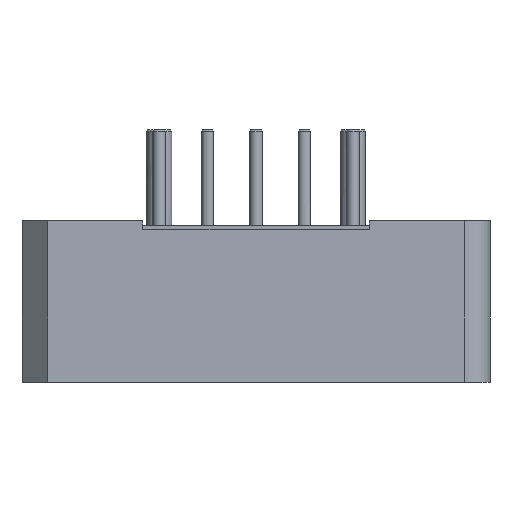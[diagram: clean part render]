
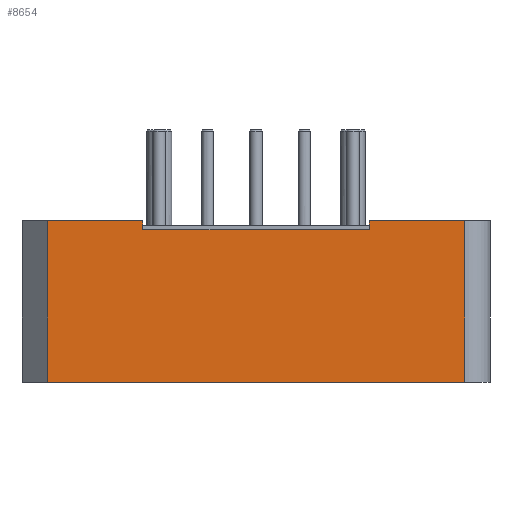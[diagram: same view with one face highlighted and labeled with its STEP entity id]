
A CAD part, left-side view. The second image highlights one B-rep face of the part: STEP entity #8654.
In plain terms, the highlighted planar face has unit normal (-1, 0, 0).
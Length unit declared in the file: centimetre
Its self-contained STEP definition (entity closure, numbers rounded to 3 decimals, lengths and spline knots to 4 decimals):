
#418=PLANE('',#9332);
#1466=VERTEX_POINT('',#14383);
#1467=VERTEX_POINT('',#14385);
#1468=VERTEX_POINT('',#14389);
#1469=VERTEX_POINT('',#14391);
#1470=VERTEX_POINT('',#14393);
#1471=VERTEX_POINT('',#14395);
#1472=VERTEX_POINT('',#14397);
#1473=VERTEX_POINT('',#14399);
#2350=VECTOR('',#11155,1.);
#2351=VECTOR('',#11157,1.);
#2352=VECTOR('',#11158,1.);
#2353=VECTOR('',#11159,1.);
#2354=VECTOR('',#11160,1.);
#2355=VECTOR('',#11161,1.);
#2356=VECTOR('',#11162,1.);
#3243=LINE('',#14386,#2350);
#3244=LINE('',#14388,#2351);
#3245=LINE('',#14390,#2352);
#3246=LINE('',#14392,#2353);
#3247=LINE('',#14394,#2354);
#3248=LINE('',#14396,#2355);
#3249=LINE('',#14398,#2356);
#4408=EDGE_CURVE('',#1467,#1466,#3243,.T.);
#4409=EDGE_CURVE('',#1467,#1468,#3244,.T.);
#4410=EDGE_CURVE('',#1469,#1468,#3245,.T.);
#4411=EDGE_CURVE('',#1469,#1470,#3246,.T.);
#4412=EDGE_CURVE('',#1470,#1471,#3247,.T.);
#4413=EDGE_CURVE('',#1471,#1472,#3248,.T.);
#4414=EDGE_CURVE('',#1472,#1473,#3249,.T.);
#4415=EDGE_CURVE('',#1473,#1466,#3246,.T.);
#6644=ORIENTED_EDGE('',*,*,#4408,.F.);
#6645=ORIENTED_EDGE('',*,*,#4409,.T.);
#6646=ORIENTED_EDGE('',*,*,#4410,.F.);
#6647=ORIENTED_EDGE('',*,*,#4411,.T.);
#6648=ORIENTED_EDGE('',*,*,#4412,.T.);
#6649=ORIENTED_EDGE('',*,*,#4413,.T.);
#6650=ORIENTED_EDGE('',*,*,#4414,.T.);
#6651=ORIENTED_EDGE('',*,*,#4415,.T.);
#7508=EDGE_LOOP('',(#6644,#6645,#6646,#6647,#6648,#6649,#6650,#6651));
#8156=FACE_BOUND('',#7508,.T.);
#8654=ADVANCED_FACE('',(#8156),#418,.T.);
#9332=AXIS2_PLACEMENT_3D('',#14387,#11156,$);
#11155=DIRECTION('',(0.,0.,1.));
#11156=DIRECTION('',(-1.,0.,0.));
#11157=DIRECTION('',(0.,-1.,0.));
#11158=DIRECTION('',(0.,0.,-1.));
#11159=DIRECTION('',(0.,1.,0.));
#11160=DIRECTION('',(0.,0.,-1.));
#11161=DIRECTION('',(0.,1.,0.));
#11162=DIRECTION('',(0.,0.,1.));
#14383=CARTESIAN_POINT('',(-2.895,1.64,1.27));
#14385=CARTESIAN_POINT('',(-2.895,1.64,0.));
#14386=CARTESIAN_POINT('',(-2.895,1.64,0.));
#14387=CARTESIAN_POINT('',(-2.895,0.,0.));
#14388=CARTESIAN_POINT('',(-2.895,1.84,0.));
#14389=CARTESIAN_POINT('',(-2.895,-1.64,0.));
#14390=CARTESIAN_POINT('',(-2.895,-1.64,0.));
#14391=CARTESIAN_POINT('',(-2.895,-1.64,1.27));
#14392=CARTESIAN_POINT('',(-2.895,1.84,1.27));
#14393=CARTESIAN_POINT('',(-2.895,-0.89,1.27));
#14394=CARTESIAN_POINT('',(-2.895,-0.89,0.635));
#14395=CARTESIAN_POINT('',(-2.895,-0.89,1.2));
#14396=CARTESIAN_POINT('',(-2.895,0.,1.2));
#14397=CARTESIAN_POINT('',(-2.895,0.89,1.2));
#14398=CARTESIAN_POINT('',(-2.895,0.89,0.635));
#14399=CARTESIAN_POINT('',(-2.895,0.89,1.27));
